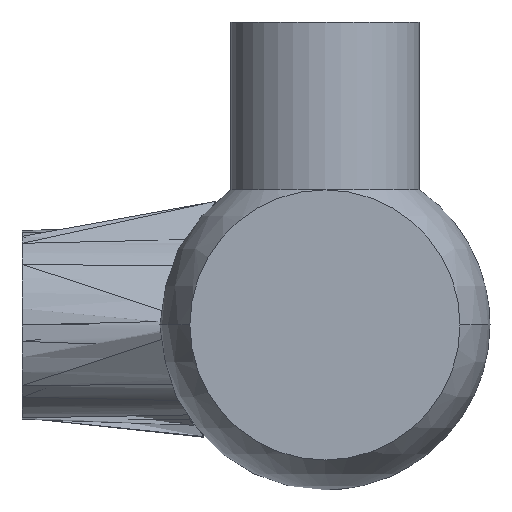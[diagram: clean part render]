
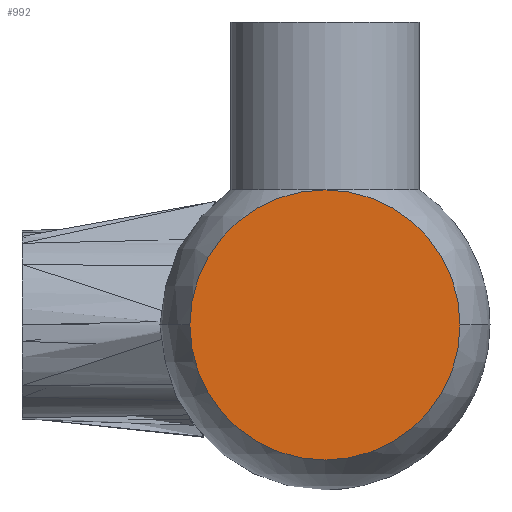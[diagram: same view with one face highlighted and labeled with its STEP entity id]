
A CAD part, front view. The second image highlights one B-rep face of the part: STEP entity #992.
In plain terms, the highlighted planar face has unit normal (0, -1, 0).
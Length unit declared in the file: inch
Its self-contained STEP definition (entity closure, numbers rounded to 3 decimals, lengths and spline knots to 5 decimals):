
#87 = DIRECTION ( 'NONE',  ( -1., 0., 0. ) ) ;
#98 = AXIS2_PLACEMENT_3D ( 'NONE', #260, #258, #246 ) ;
#130 = CIRCLE ( 'NONE', #98, 1.79 ) ;
#147 = CARTESIAN_POINT ( 'NONE',  ( 0., -7.256, 0. ) ) ;
#233 = CARTESIAN_POINT ( 'NONE',  ( 0., -7.256, 0. ) ) ;
#246 = DIRECTION ( 'NONE',  ( -1., 0., 0. ) ) ;
#258 = DIRECTION ( 'NONE',  ( 0., 1., 0. ) ) ;
#260 = CARTESIAN_POINT ( 'NONE',  ( 0., -7.256, 0. ) ) ;
#337 = VERTEX_POINT ( 'NONE', #910 ) ;
#373 = VERTEX_POINT ( 'NONE', #777 ) ;
#460 = EDGE_CURVE ( 'NONE', #373, #337, #130, .T. ) ;
#537 = EDGE_LOOP ( 'NONE', ( #924, #713 ) ) ;
#571 = FACE_OUTER_BOUND ( 'NONE', #537, .T. ) ;
#592 = DIRECTION ( 'NONE',  ( -1., 0., 0. ) ) ;
#705 = EDGE_CURVE ( 'NONE', #337, #373, #932, .T. ) ;
#713 = ORIENTED_EDGE ( 'NONE', *, *, #705, .F. ) ;
#724 = AXIS2_PLACEMENT_3D ( 'NONE', #147, #1221, #592 ) ;
#777 = CARTESIAN_POINT ( 'NONE',  ( -1.79, -7.256, 0. ) ) ;
#910 = CARTESIAN_POINT ( 'NONE',  ( 1.79, -7.256, 0. ) ) ;
#924 = ORIENTED_EDGE ( 'NONE', *, *, #460, .F. ) ;
#932 = CIRCLE ( 'NONE', #1296, 1.79 ) ;
#982 = PLANE ( 'NONE',  #724 ) ;
#992 = ADVANCED_FACE ( 'NONE', ( #571 ), #982, .F. ) ;
#1020 = DIRECTION ( 'NONE',  ( 0., 1., 0. ) ) ;
#1221 = DIRECTION ( 'NONE',  ( 0., 1., 0. ) ) ;
#1296 = AXIS2_PLACEMENT_3D ( 'NONE', #233, #1020, #87 ) ;
